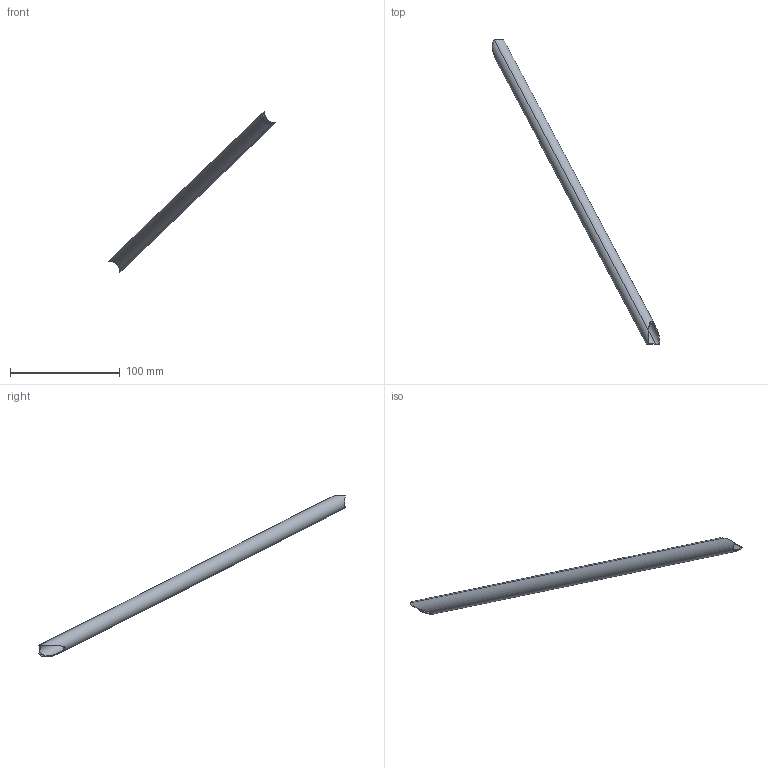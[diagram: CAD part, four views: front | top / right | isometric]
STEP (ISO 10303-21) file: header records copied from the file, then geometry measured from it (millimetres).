
FILE_DESCRIPTION(('STEP AP214'),'1');
FILE_NAME('129.stp','2019-12-02T12:46:52',(' '),(' '),'Spatial InterOp 3D',' ',' ');
FILE_SCHEMA(('AUTOMOTIVE_DESIGN { 1 0 10303 214 1 1 1 1 }'));
Length unit declared in the file: metre
Products named in the file (1): PartBody/Trim.1
Bounding box: 152.84 x 279.24 x 147.65 mm (x, y, z)
Volume: 10918.9 mm3; surface area: 29243 mm2
Topology: 1 solids, 1 shells, 11 faces, 33 edges, 22 vertices
Faces by surface type: cylinder 11
Entity records: 1263 total; most frequent: CARTESIAN_POINT 764, ORIENTED_EDGE 66, STYLED_ITEM 38, PRESENTATION_STYLE_ASSIGNMENT 38, COLOUR_RGB 38, EDGE_CURVE 33, DIRECTION 33, CURVE_STYLE 26
